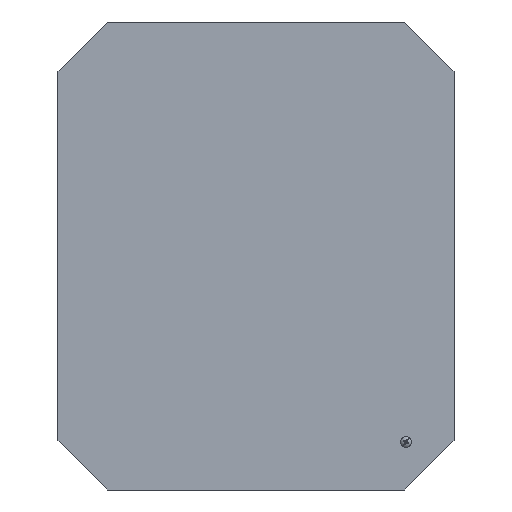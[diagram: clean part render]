
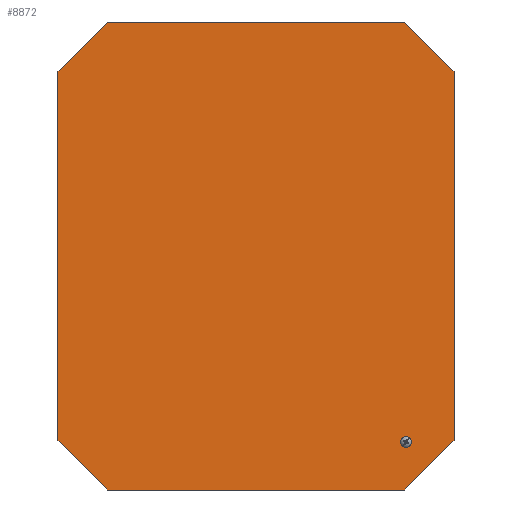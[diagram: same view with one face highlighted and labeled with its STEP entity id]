
A CAD part, front view. The second image highlights one B-rep face of the part: STEP entity #8872.
In plain terms, the highlighted planar face has unit normal (0, -1, 0).
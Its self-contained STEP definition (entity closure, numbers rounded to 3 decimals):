
#255 = ORIENTED_EDGE ( 'NONE', *, *, #2999, .F. ) ;
#266 = VERTEX_POINT ( 'NONE', #8516 ) ;
#289 = ORIENTED_EDGE ( 'NONE', *, *, #2958, .F. ) ;
#378 = ORIENTED_EDGE ( 'NONE', *, *, #3075, .F. ) ;
#396 = ORIENTED_EDGE ( 'NONE', *, *, #3108, .F. ) ;
#405 = VERTEX_POINT ( 'NONE', #8544 ) ;
#414 = ORIENTED_EDGE ( 'NONE', *, *, #2907, .F. ) ;
#416 = ORIENTED_EDGE ( 'NONE', *, *, #2950, .F. ) ;
#417 = ORIENTED_EDGE ( 'NONE', *, *, #2869, .F. ) ;
#424 = VERTEX_POINT ( 'NONE', #8545 ) ;
#445 = VERTEX_POINT ( 'NONE', #8554 ) ;
#459 = VERTEX_POINT ( 'NONE', #8556 ) ;
#460 = VERTEX_POINT ( 'NONE', #8557 ) ;
#462 = VERTEX_POINT ( 'NONE', #8558 ) ;
#469 = VERTEX_POINT ( 'NONE', #8555 ) ;
#577 = ORIENTED_EDGE ( 'NONE', *, *, #3048, .F. ) ;
#579 = ORIENTED_EDGE ( 'NONE', *, *, #3086, .F. ) ;
#583 = ORIENTED_EDGE ( 'NONE', *, *, #3093, .F. ) ;
#611 = VERTEX_POINT ( 'NONE', #8576 ) ;
#797 = VERTEX_POINT ( 'NONE', #8595 ) ;
#1813 = LINE ( 'NONE', #7372, #1901 ) ;
#1901 = VECTOR ( 'NONE', #7368, 1000. ) ;
#1946 = EDGE_LOOP ( 'NONE', ( #579, #577, #414, #583, #416, #417, #289, #378 ) ) ;
#2234 = LINE ( 'NONE', #7724, #2258 ) ;
#2251 = LINE ( 'NONE', #7711, #2342 ) ;
#2258 = VECTOR ( 'NONE', #7718, 1000. ) ;
#2277 = LINE ( 'NONE', #7829, #2283 ) ;
#2283 = VECTOR ( 'NONE', #7833, 1000. ) ;
#2342 = VECTOR ( 'NONE', #7702, 1000. ) ;
#2490 = EDGE_LOOP ( 'NONE', ( #396, #255 ) ) ;
#2869 = EDGE_CURVE ( 'NONE', #445, #469, #1813, .T. ) ;
#2907 = EDGE_CURVE ( 'NONE', #460, #611, #2277, .T. ) ;
#2950 = EDGE_CURVE ( 'NONE', #469, #266, #2234, .T. ) ;
#2958 = EDGE_CURVE ( 'NONE', #797, #445, #2251, .T. ) ;
#2999 = EDGE_CURVE ( 'NONE', #459, #405, #3479, .T. ) ;
#3048 = EDGE_CURVE ( 'NONE', #611, #462, #3262, .T. ) ;
#3075 = EDGE_CURVE ( 'NONE', #424, #797, #3561, .T. ) ;
#3086 = EDGE_CURVE ( 'NONE', #462, #424, #3219, .T. ) ;
#3093 = EDGE_CURVE ( 'NONE', #266, #460, #3458, .T. ) ;
#3108 = EDGE_CURVE ( 'NONE', #405, #459, #3520, .T. ) ;
#3219 = LINE ( 'NONE', #7529, #3462 ) ;
#3262 = LINE ( 'NONE', #7592, #3323 ) ;
#3323 = VECTOR ( 'NONE', #7588, 1000. ) ;
#3441 = VECTOR ( 'NONE', #7527, 1000. ) ;
#3458 = LINE ( 'NONE', #7503, #3586 ) ;
#3462 = VECTOR ( 'NONE', #7502, 1000. ) ;
#3479 = CIRCLE ( 'NONE', #6387, 4.5 ) ;
#3520 = CIRCLE ( 'NONE', #6416, 4.5 ) ;
#3561 = LINE ( 'NONE', #7534, #3441 ) ;
#3586 = VECTOR ( 'NONE', #7488, 1000. ) ;
#3623 = FACE_OUTER_BOUND ( 'NONE', #1946, .T. ) ;
#3628 = FACE_BOUND ( 'NONE', #2490, .T. ) ;
#3837 = DIRECTION ( 'NONE',  ( 0., -1., 0. ) ) ;
#3848 = PLANE ( 'NONE',  #6714 ) ;
#4208 = DIRECTION ( 'NONE',  ( 0., 0., -1. ) ) ;
#4211 = CARTESIAN_POINT ( 'NONE',  ( -128.901, -9.618, -491.85 ) ) ;
#6387 = AXIS2_PLACEMENT_3D ( 'NONE', #7620, #7619, #7618 ) ;
#6416 = AXIS2_PLACEMENT_3D ( 'NONE', #7457, #7456, #7455 ) ;
#6714 = AXIS2_PLACEMENT_3D ( 'NONE', #4211, #3837, #4208 ) ;
#7368 = DIRECTION ( 'NONE',  ( 1., 0., 0. ) ) ;
#7372 = CARTESIAN_POINT ( 'NONE',  ( -4.901, -9.618, 22.15 ) ) ;
#7455 = DIRECTION ( 'NONE',  ( 0., 0., -1. ) ) ;
#7456 = DIRECTION ( 'NONE',  ( 0., -1., 0. ) ) ;
#7457 = CARTESIAN_POINT ( 'NONE',  ( -3.901, -9.618, -327.85 ) ) ;
#7488 = DIRECTION ( 'NONE',  ( 0., 0., -1. ) ) ;
#7502 = DIRECTION ( 'NONE',  ( -0.707, 0., 0.707 ) ) ;
#7503 = CARTESIAN_POINT ( 'NONE',  ( 36.099, -9.618, -326.85 ) ) ;
#7527 = DIRECTION ( 'NONE',  ( 0., 0., 1. ) ) ;
#7529 = CARTESIAN_POINT ( 'NONE',  ( -293.901, -9.618, -326.85 ) ) ;
#7534 = CARTESIAN_POINT ( 'NONE',  ( -293.901, -9.618, -18.85 ) ) ;
#7588 = DIRECTION ( 'NONE',  ( -1., 0., 0. ) ) ;
#7592 = CARTESIAN_POINT ( 'NONE',  ( -252.901, -9.618, -367.85 ) ) ;
#7618 = DIRECTION ( 'NONE',  ( 0., 0., -1. ) ) ;
#7619 = DIRECTION ( 'NONE',  ( 0., -1., 0. ) ) ;
#7620 = CARTESIAN_POINT ( 'NONE',  ( -3.901, -9.618, -327.85 ) ) ;
#7702 = DIRECTION ( 'NONE',  ( 0.707, 0., 0.707 ) ) ;
#7711 = CARTESIAN_POINT ( 'NONE',  ( -252.901, -9.618, 22.15 ) ) ;
#7718 = DIRECTION ( 'NONE',  ( 0.707, 0., -0.707 ) ) ;
#7724 = CARTESIAN_POINT ( 'NONE',  ( 36.099, -9.618, -18.85 ) ) ;
#7829 = CARTESIAN_POINT ( 'NONE',  ( -4.901, -9.618, -367.85 ) ) ;
#7833 = DIRECTION ( 'NONE',  ( -0.707, 0., -0.707 ) ) ;
#8516 = CARTESIAN_POINT ( 'NONE',  ( 36.099, -9.618, -18.85 ) ) ;
#8544 = CARTESIAN_POINT ( 'NONE',  ( -3.901, -9.618, -332.35 ) ) ;
#8545 = CARTESIAN_POINT ( 'NONE',  ( -293.901, -9.618, -326.85 ) ) ;
#8554 = CARTESIAN_POINT ( 'NONE',  ( -252.901, -9.618, 22.15 ) ) ;
#8555 = CARTESIAN_POINT ( 'NONE',  ( -4.901, -9.618, 22.15 ) ) ;
#8556 = CARTESIAN_POINT ( 'NONE',  ( -3.901, -9.618, -323.35 ) ) ;
#8557 = CARTESIAN_POINT ( 'NONE',  ( 36.099, -9.618, -326.85 ) ) ;
#8558 = CARTESIAN_POINT ( 'NONE',  ( -252.901, -9.618, -367.85 ) ) ;
#8576 = CARTESIAN_POINT ( 'NONE',  ( -4.901, -9.618, -367.85 ) ) ;
#8595 = CARTESIAN_POINT ( 'NONE',  ( -293.901, -9.618, -18.85 ) ) ;
#8872 = ADVANCED_FACE ( 'NONE', ( #3628, #3623 ), #3848, .T. ) ;
